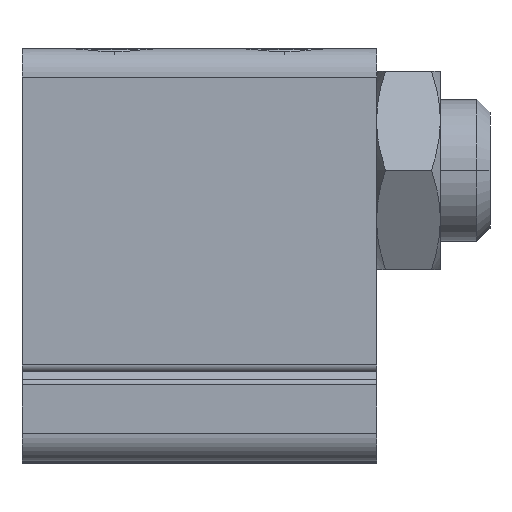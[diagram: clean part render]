
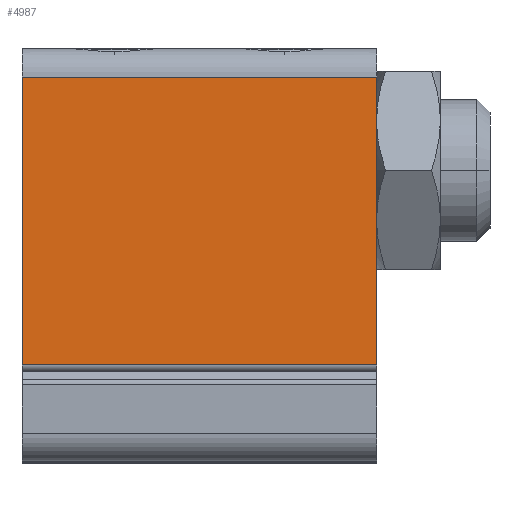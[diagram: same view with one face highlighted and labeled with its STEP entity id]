
A CAD part, top view. The second image highlights one B-rep face of the part: STEP entity #4987.
In plain terms, the highlighted planar face has unit normal (0, 0, 1).
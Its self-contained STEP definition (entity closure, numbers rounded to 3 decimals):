
#553 = CARTESIAN_POINT ( 'NONE',  ( 0., 65., 37. ) ) ;
#842 = VERTEX_POINT ( 'NONE', #2078 ) ;
#1188 = VERTEX_POINT ( 'NONE', #1931 ) ;
#1502 = ORIENTED_EDGE ( 'NONE', *, *, #1885, .T. ) ;
#1568 = ORIENTED_EDGE ( 'NONE', *, *, #1630, .T. ) ;
#1630 = EDGE_CURVE ( 'NONE', #4821, #842, #2019, .T. ) ;
#1704 = ORIENTED_EDGE ( 'NONE', *, *, #1961, .F. ) ;
#1710 = ORIENTED_EDGE ( 'NONE', *, *, #2111, .F. ) ;
#1798 = DIRECTION ( 'NONE',  ( 0., -1., 0. ) ) ;
#1801 = DIRECTION ( 'NONE',  ( 1., 0., 0. ) ) ;
#1838 = CARTESIAN_POINT ( 'NONE',  ( -25., 65., 37. ) ) ;
#1840 = CARTESIAN_POINT ( 'NONE',  ( -25., 65., 37. ) ) ;
#1875 = LINE ( 'NONE', #1840, #2837 ) ;
#1885 = EDGE_CURVE ( 'NONE', #1188, #4821, #2849, .T. ) ;
#1931 = CARTESIAN_POINT ( 'NONE',  ( -25., 65., 37. ) ) ;
#1961 = EDGE_CURVE ( 'NONE', #4012, #842, #5133, .T. ) ;
#1996 = CARTESIAN_POINT ( 'NONE',  ( -25., 44.707, 37. ) ) ;
#2019 = LINE ( 'NONE', #4467, #4059 ) ;
#2078 = CARTESIAN_POINT ( 'NONE',  ( 0., 44.707, 37. ) ) ;
#2111 = EDGE_CURVE ( 'NONE', #1188, #4012, #1875, .T. ) ;
#2531 = DIRECTION ( 'NONE',  ( 1., 0., 0. ) ) ;
#2624 = DIRECTION ( 'NONE',  ( 0., 0., 1. ) ) ;
#2641 = CARTESIAN_POINT ( 'NONE',  ( -25., 65., 37. ) ) ;
#2837 = VECTOR ( 'NONE', #1801, 1000. ) ;
#2849 = LINE ( 'NONE', #1838, #5013 ) ;
#3304 = DIRECTION ( 'NONE',  ( 0., -1., 0. ) ) ;
#3381 = EDGE_LOOP ( 'NONE', ( #1502, #1568, #1704, #1710 ) ) ;
#3471 = CARTESIAN_POINT ( 'NONE',  ( 0., 65., 37. ) ) ;
#3784 = PLANE ( 'NONE',  #3893 ) ;
#3836 = DIRECTION ( 'NONE',  ( 1., 0., 0. ) ) ;
#3893 = AXIS2_PLACEMENT_3D ( 'NONE', #2641, #2624, #2531 ) ;
#3979 = FACE_OUTER_BOUND ( 'NONE', #3381, .T. ) ;
#4012 = VERTEX_POINT ( 'NONE', #553 ) ;
#4051 = VECTOR ( 'NONE', #3304, 1000. ) ;
#4059 = VECTOR ( 'NONE', #3836, 1000. ) ;
#4467 = CARTESIAN_POINT ( 'NONE',  ( -25., 44.707, 37. ) ) ;
#4821 = VERTEX_POINT ( 'NONE', #1996 ) ;
#4987 = ADVANCED_FACE ( 'NONE', ( #3979 ), #3784, .T. ) ;
#5013 = VECTOR ( 'NONE', #1798, 1000. ) ;
#5133 = LINE ( 'NONE', #3471, #4051 ) ;
